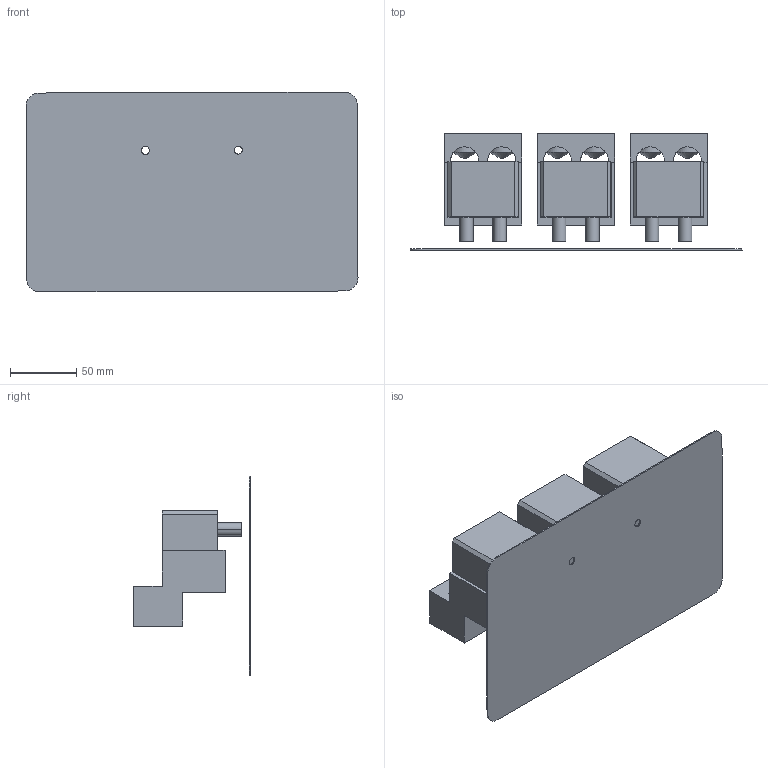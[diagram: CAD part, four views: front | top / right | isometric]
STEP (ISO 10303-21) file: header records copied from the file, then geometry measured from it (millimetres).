
FILE_DESCRIPTION((''),'2;1');
FILE_NAME('1SDH002065A1366_IGES','2019-07-01T',('ITSTCAR1'),(''),'CREO PARAMETRIC BY PTC INC, 2016050','CREO PARAMETRIC BY PTC INC, 2016050','');
FILE_SCHEMA(('AUTOMOTIVE_DESIGN { 1 0 10303 214 1 1 1 1 }'));
Length unit declared in the file: millimetre
Products named in the file (1): 1SDH002065A1366_IGES
Bounding box: 250.39 x 88 x 150.7 mm (x, y, z)
Volume: 522134.7 mm3; surface area: 207935 mm2
Topology: 9 solids, 9 shells, 499 faces, 1321 edges, 859 vertices
Faces by surface type: plane 228, cylinder 139, cone 84, sphere 24, torus 24
Entity records: 22210 total; most frequent: CARTESIAN_POINT 5351, DIRECTION 2768, ORIENTED_EDGE 2594, EDGE_CURVE 1297, AXIS2_PLACEMENT_3D 1032, VERTEX_POINT 859, VECTOR 704, LINE 704
